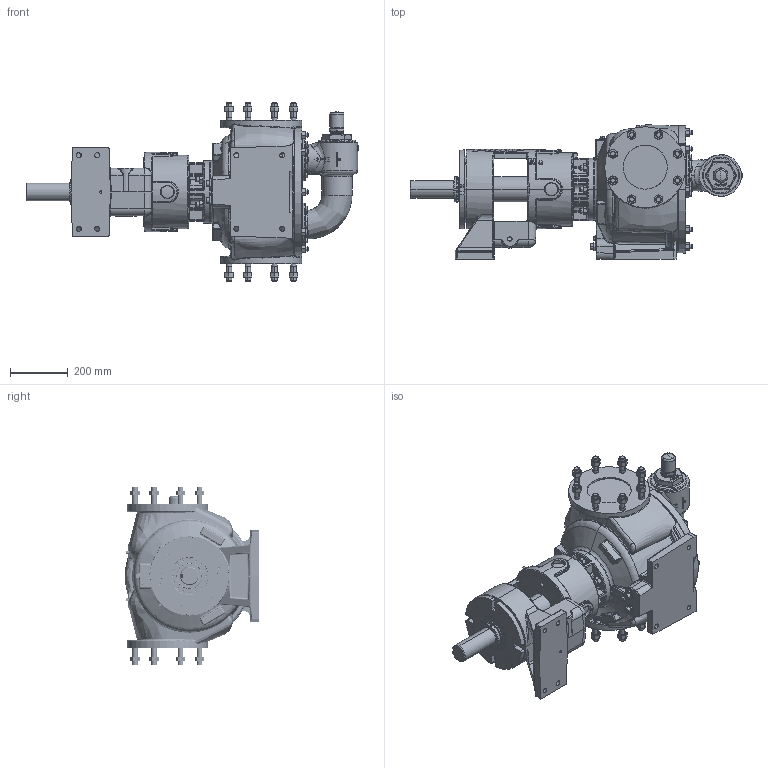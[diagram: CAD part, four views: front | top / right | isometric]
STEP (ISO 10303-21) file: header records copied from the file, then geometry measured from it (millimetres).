
FILE_DESCRIPTION (( 'STEP AP214' ), '1' );
FILE_NAME ('N324E.STEP', '2018-02-26T16:25:13', ( '' ), ( '' ), 'SwSTEP 2.0', 'SolidWorks 2017', '' );
FILE_SCHEMA (( 'AUTOMOTIVE_DESIGN' ));
Length unit declared in the file: inch
Products named in the file (2): N324E
Bounding box: 1147.32 x 464.53 x 615.7 mm (x, y, z)
Volume: 75916662.4 mm3; surface area: 2211224.7 mm2
Topology: 1 solids, 1 shells, 4527 faces, 11113 edges, 6721 vertices
Faces by surface type: plane 1300, bspline 1068, cone 934, cylinder 905, torus 200, sphere 120
Entity records: 278978 total; most frequent: CARTESIAN_POINT 141454, ORIENTED_EDGE 21936, DIRECTION 17174, EDGE_CURVE 10968, AXIS2_PLACEMENT_3D 7063, VERTEX_POINT 6717, EDGE_LOOP 4901, ADVANCED_FACE 4527
